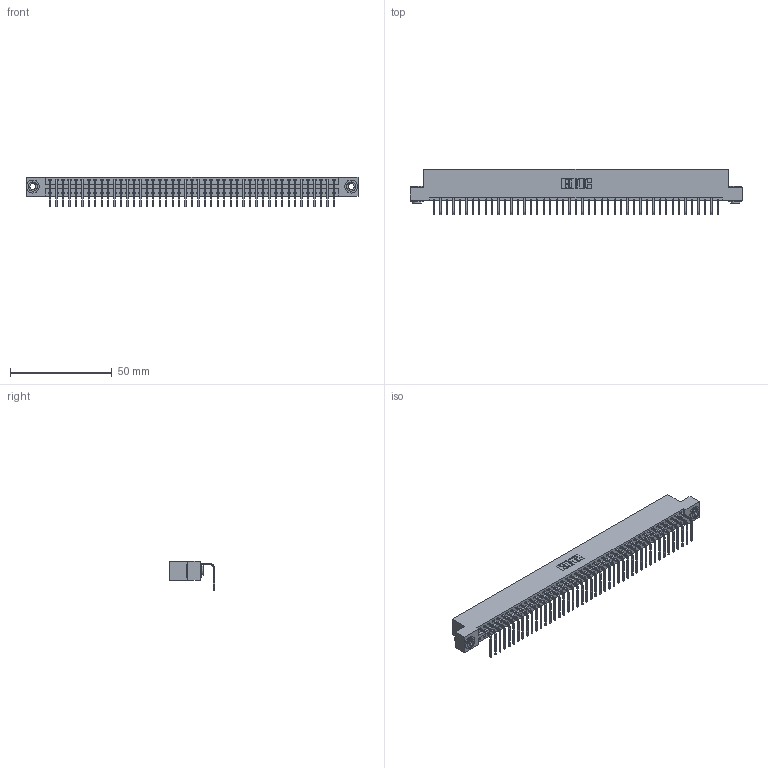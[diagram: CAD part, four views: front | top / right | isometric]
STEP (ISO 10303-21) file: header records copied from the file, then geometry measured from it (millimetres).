
FILE_DESCRIPTION (( 'STEP AP203' ), '1' );
FILE_NAME ('396-045-558-103.STEP', '2019-11-01T08:10:53', ( '' ), ( '' ), 'SwSTEP 2.0', 'SolidWorks 2016', '' );
FILE_SCHEMA (( 'CONFIG_CONTROL_DESIGN' ));
Length unit declared in the file: inch
Products named in the file (4): 346 Part_Flush Mounting Lugs - 0.156 Dia-TH; 345-292-001_558 Tail - 2; 345-250-002_345-250-002-102; 396-045-558-103
Assembly tree (48 placements, depth 2):
  396-045-558-103
    346 Part_Flush Mounting Lugs - 0.156 Dia-TH
    345-292-001_558 Tail - 2  x45
    345-250-002_345-250-002-102  x2
Bounding box: 163.45 x 22.16 x 14.73 mm (x, y, z)
Volume: 15835.7 mm3; surface area: 20938.6 mm2
Topology: 48 solids, 48 shells, 2860 faces, 8595 edges, 5666 vertices
Faces by surface type: plane 1976, cylinder 876, cone 8
Entity records: 28258 total; most frequent: CARTESIAN_POINT 4822, ORIENTED_EDGE 4794, DIRECTION 4281, EDGE_CURVE 2397, LINE 2061, VECTOR 2061, VERTEX_POINT 1594, AXIS2_PLACEMENT_3D 1110
